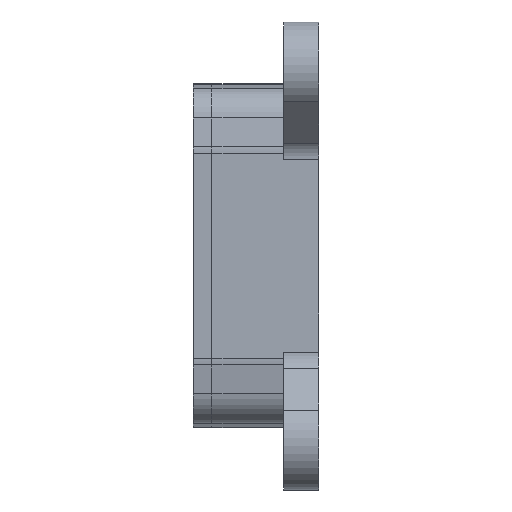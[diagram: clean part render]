
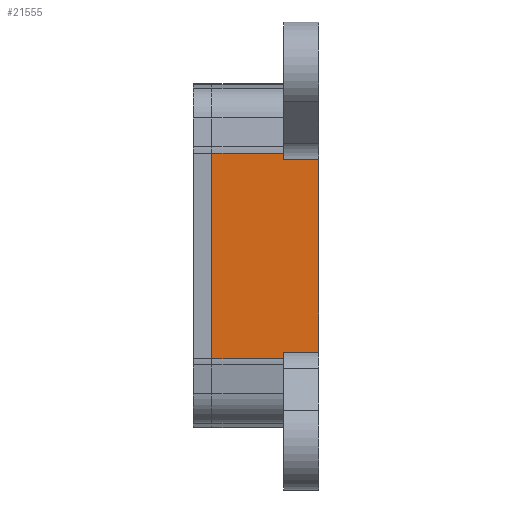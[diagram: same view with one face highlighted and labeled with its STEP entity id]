
A CAD part, left-side view. The second image highlights one B-rep face of the part: STEP entity #21555.
In plain terms, the highlighted planar face has unit normal (-1, 0, 0).
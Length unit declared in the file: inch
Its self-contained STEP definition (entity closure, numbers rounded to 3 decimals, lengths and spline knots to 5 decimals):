
#164 = ORIENTED_EDGE ( 'NONE', *, *, #8072, .F. ) ;
#487 = EDGE_CURVE ( 'NONE', #3183, #3939, #17059, .T. ) ;
#1144 = DIRECTION ( 'NONE',  ( 0., 0., -1. ) ) ;
#1230 = CARTESIAN_POINT ( 'NONE',  ( -0.07874, 0.17838, -0.82341 ) ) ;
#1956 = CARTESIAN_POINT ( 'NONE',  ( -0.07874, 0.11811, -0.84526 ) ) ;
#2408 = ORIENTED_EDGE ( 'NONE', *, *, #14790, .T. ) ;
#2676 = LINE ( 'NONE', #16538, #7616 ) ;
#3183 = VERTEX_POINT ( 'NONE', #17323 ) ;
#3402 = ORIENTED_EDGE ( 'NONE', *, *, #11860, .F. ) ;
#3939 = VERTEX_POINT ( 'NONE', #17273 ) ;
#4208 = DIRECTION ( 'NONE',  ( 0., 1., 0. ) ) ;
#4281 = EDGE_CURVE ( 'NONE', #17690, #17569, #20630, .T. ) ;
#4647 = LINE ( 'NONE', #12960, #18727 ) ;
#5010 = LINE ( 'NONE', #18903, #17751 ) ;
#5103 = CARTESIAN_POINT ( 'NONE',  ( -0.07874, 0.11811, -0.84526 ) ) ;
#5558 = DIRECTION ( 'NONE',  ( -1., 0., 0. ) ) ;
#5640 = EDGE_LOOP ( 'NONE', ( #164, #20300, #20632, #18020, #2408, #3402, #16008, #8946 ) ) ;
#5761 = VECTOR ( 'NONE', #12206, 39.37008 ) ;
#6390 = CARTESIAN_POINT ( 'NONE',  ( -0.07874, 0.11811, -0.17659 ) ) ;
#6466 = CARTESIAN_POINT ( 'NONE',  ( -0.07874, 0., 0. ) ) ;
#6570 = DIRECTION ( 'NONE',  ( 0., -1., 0. ) ) ;
#7031 = VECTOR ( 'NONE', #8456, 39.37008 ) ;
#7075 = VERTEX_POINT ( 'NONE', #20388 ) ;
#7366 = PLANE ( 'NONE',  #10946 ) ;
#7370 = EDGE_CURVE ( 'NONE', #7075, #17690, #4647, .T. ) ;
#7616 = VECTOR ( 'NONE', #7889, 39.37008 ) ;
#7889 = DIRECTION ( 'NONE',  ( 0., -1., 0. ) ) ;
#8072 = EDGE_CURVE ( 'NONE', #9084, #3183, #2676, .T. ) ;
#8456 = DIRECTION ( 'NONE',  ( 0., 0., -1. ) ) ;
#8946 = ORIENTED_EDGE ( 'NONE', *, *, #487, .F. ) ;
#9084 = VERTEX_POINT ( 'NONE', #6390 ) ;
#9397 = FACE_OUTER_BOUND ( 'NONE', #5640, .T. ) ;
#10223 = CARTESIAN_POINT ( 'NONE',  ( -0.07874, 0.36, -0.84526 ) ) ;
#10261 = LINE ( 'NONE', #1956, #11930 ) ;
#10496 = LINE ( 'NONE', #15713, #5761 ) ;
#10946 = AXIS2_PLACEMENT_3D ( 'NONE', #16006, #5558, #19535 ) ;
#11860 = EDGE_CURVE ( 'NONE', #13417, #17582, #10496, .T. ) ;
#11930 = VECTOR ( 'NONE', #20742, 39.37008 ) ;
#11977 = CARTESIAN_POINT ( 'NONE',  ( -0.07874, 0.36, 0. ) ) ;
#12206 = DIRECTION ( 'NONE',  ( 0., 0., -1. ) ) ;
#12960 = CARTESIAN_POINT ( 'NONE',  ( -0.07874, 0.36, -0.15474 ) ) ;
#13417 = VERTEX_POINT ( 'NONE', #15838 ) ;
#14786 = EDGE_CURVE ( 'NONE', #7075, #9084, #5010, .T. ) ;
#14790 = EDGE_CURVE ( 'NONE', #17569, #17582, #10261, .T. ) ;
#15713 = CARTESIAN_POINT ( 'NONE',  ( -0.07874, 0.11811, 0. ) ) ;
#15838 = CARTESIAN_POINT ( 'NONE',  ( -0.07874, 0.11811, -0.82341 ) ) ;
#16006 = CARTESIAN_POINT ( 'NONE',  ( -0.07874, 0.36, 0. ) ) ;
#16008 = ORIENTED_EDGE ( 'NONE', *, *, #20376, .T. ) ;
#16339 = CARTESIAN_POINT ( 'NONE',  ( -0.07874, 0.36, -0.15474 ) ) ;
#16538 = CARTESIAN_POINT ( 'NONE',  ( -0.07874, 0.17838, -0.17659 ) ) ;
#17059 = LINE ( 'NONE', #6466, #21983 ) ;
#17273 = CARTESIAN_POINT ( 'NONE',  ( -0.07874, 0., -0.82341 ) ) ;
#17323 = CARTESIAN_POINT ( 'NONE',  ( -0.07874, 0., -0.17659 ) ) ;
#17569 = VERTEX_POINT ( 'NONE', #10223 ) ;
#17582 = VERTEX_POINT ( 'NONE', #5103 ) ;
#17690 = VERTEX_POINT ( 'NONE', #16339 ) ;
#17751 = VECTOR ( 'NONE', #20617, 39.37008 ) ;
#18020 = ORIENTED_EDGE ( 'NONE', *, *, #4281, .T. ) ;
#18527 = LINE ( 'NONE', #1230, #18530 ) ;
#18530 = VECTOR ( 'NONE', #6570, 39.37008 ) ;
#18727 = VECTOR ( 'NONE', #4208, 39.37008 ) ;
#18903 = CARTESIAN_POINT ( 'NONE',  ( -0.07874, 0.11811, 0. ) ) ;
#19535 = DIRECTION ( 'NONE',  ( 0., 0., 1. ) ) ;
#20300 = ORIENTED_EDGE ( 'NONE', *, *, #14786, .F. ) ;
#20376 = EDGE_CURVE ( 'NONE', #13417, #3939, #18527, .T. ) ;
#20388 = CARTESIAN_POINT ( 'NONE',  ( -0.07874, 0.11811, -0.15474 ) ) ;
#20617 = DIRECTION ( 'NONE',  ( 0., 0., -1. ) ) ;
#20630 = LINE ( 'NONE', #11977, #7031 ) ;
#20632 = ORIENTED_EDGE ( 'NONE', *, *, #7370, .T. ) ;
#20742 = DIRECTION ( 'NONE',  ( 0., -1., 0. ) ) ;
#21555 = ADVANCED_FACE ( 'NONE', ( #9397 ), #7366, .T. ) ;
#21983 = VECTOR ( 'NONE', #1144, 39.37008 ) ;
